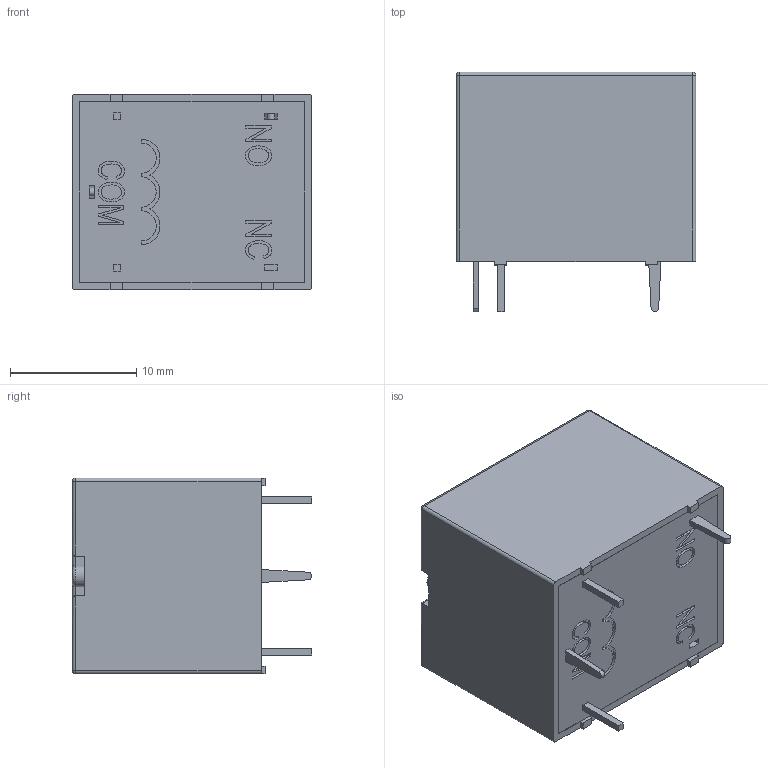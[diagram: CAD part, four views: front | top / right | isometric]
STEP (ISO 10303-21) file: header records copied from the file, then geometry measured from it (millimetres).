
FILE_DESCRIPTION(/* description */ (''),/* implementation_level */ '2;1');
FILE_NAME(/* name */ 'J107F1A.stp',/* time_stamp */ '2022-05-13T15:56:36-05:00',/* author */ ('cnher'),/* organization */ (''),/* preprocessor_version */ 'ST-DEVELOPER v19',/* originating_system */ 'Autodesk Inventor 2023',/* authorisation */ '');
FILE_SCHEMA (('AUTOMOTIVE_DESIGN { 1 0 10303 214 3 1 1 }'));
Length unit declared in the file: millimetre
Products named in the file (6): J107F1A; J107F1C_BASE; J107F_COVER; J107F_SQ_LEAD; J107F_LEAD 1; J107F_LEAD 2
Assembly tree (6 placements, depth 2):
  J107F1A
    J107F1C_BASE
    J107F_COVER
    J107F_SQ_LEAD  x2
    J107F_LEAD 1
    J107F_LEAD 2
Bounding box: 19 x 18.99 x 15.53 mm (x, y, z)
Volume: 1268.6 mm3; surface area: 3283.2 mm2
Topology: 6 solids, 6 shells, 435 faces, 1139 edges, 754 vertices
Faces by surface type: plane 303, bspline 78, cylinder 49, sphere 4, torus 1
Full cylindrical faces by diameter (mm): 0.5 x1, 1.7 x1
Entity records: 13930 total; most frequent: CARTESIAN_POINT 3516, ORIENTED_EDGE 2254, DIRECTION 1794, EDGE_CURVE 1127, LINE 874, VECTOR 874, VERTEX_POINT 746, EDGE_LOOP 467
